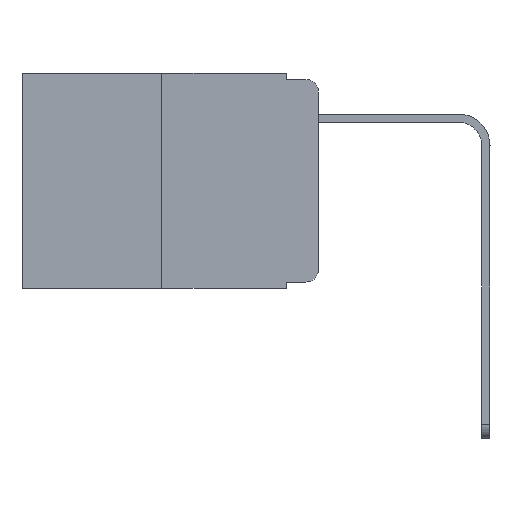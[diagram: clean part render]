
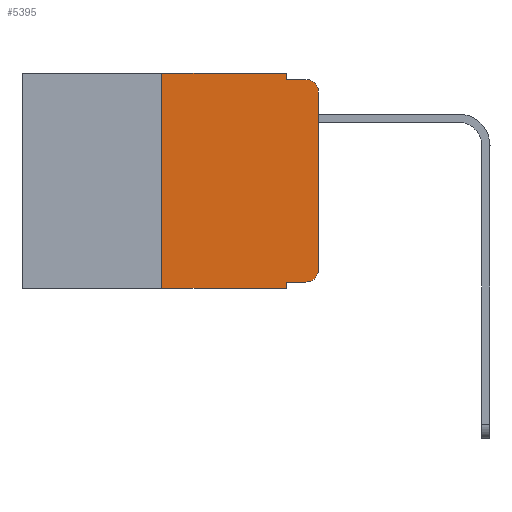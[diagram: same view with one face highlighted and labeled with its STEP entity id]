
A CAD part, left-side view. The second image highlights one B-rep face of the part: STEP entity #5395.
In plain terms, the highlighted planar face has unit normal (-1, 0, 0).
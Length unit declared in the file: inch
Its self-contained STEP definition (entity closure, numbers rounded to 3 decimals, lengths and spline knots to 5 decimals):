
#15 = DIRECTION ( 'NONE',  ( -1., 0., 0. ) ) ;
#334 = EDGE_CURVE ( 'NONE', #16849, #8540, #9073, .T. ) ;
#899 = LINE ( 'NONE', #17917, #4587 ) ;
#903 = CARTESIAN_POINT ( 'NONE',  ( 0., 0.051, -0.333 ) ) ;
#1043 = LINE ( 'NONE', #4469, #12191 ) ;
#1069 = CARTESIAN_POINT ( 'NONE',  ( 0., 0.051, -0.01 ) ) ;
#1098 = LINE ( 'NONE', #2423, #10766 ) ;
#1184 = EDGE_CURVE ( 'NONE', #4342, #18617, #1098, .T. ) ;
#1461 = CARTESIAN_POINT ( 'NONE',  ( 0., 0.051, -0.343 ) ) ;
#1772 = EDGE_CURVE ( 'NONE', #13361, #8232, #5023, .T. ) ;
#2204 = DIRECTION ( 'NONE',  ( 1., 0., 0. ) ) ;
#2360 = DIRECTION ( 'NONE',  ( 0., -1., 0. ) ) ;
#2423 = CARTESIAN_POINT ( 'NONE',  ( 0., 0.25, 0. ) ) ;
#2534 = EDGE_CURVE ( 'NONE', #13361, #14732, #1043, .T. ) ;
#2714 = LINE ( 'NONE', #1069, #7655 ) ;
#3002 = EDGE_CURVE ( 'NONE', #8232, #11931, #5479, .T. ) ;
#4052 = CARTESIAN_POINT ( 'NONE',  ( 0., 0.473, 0. ) ) ;
#4202 = ORIENTED_EDGE ( 'NONE', *, *, #6924, .F. ) ;
#4297 = DIRECTION ( 'NONE',  ( 0., -1., 0. ) ) ;
#4342 = VERTEX_POINT ( 'NONE', #10645 ) ;
#4469 = CARTESIAN_POINT ( 'NONE',  ( 0., 0.051, 0. ) ) ;
#4587 = VECTOR ( 'NONE', #2360, 39.37008 ) ;
#5023 = LINE ( 'NONE', #15887, #7276 ) ;
#5306 = FACE_OUTER_BOUND ( 'NONE', #17059, .T. ) ;
#5395 = ADVANCED_FACE ( 'NONE', ( #5306 ), #11777, .F. ) ;
#5479 = CIRCLE ( 'NONE', #12111, 0.02 ) ;
#5723 = CIRCLE ( 'NONE', #12685, 0.02 ) ;
#6069 = LINE ( 'NONE', #13088, #17131 ) ;
#6505 = ORIENTED_EDGE ( 'NONE', *, *, #1772, .T. ) ;
#6924 = EDGE_CURVE ( 'NONE', #18617, #16849, #18269, .T. ) ;
#7276 = VECTOR ( 'NONE', #17523, 39.37008 ) ;
#7600 = DIRECTION ( 'NONE',  ( 0., 0., -1. ) ) ;
#7655 = VECTOR ( 'NONE', #4297, 39.37008 ) ;
#7763 = DIRECTION ( 'NONE',  ( 0., 0., -1. ) ) ;
#8232 = VERTEX_POINT ( 'NONE', #9253 ) ;
#8349 = ORIENTED_EDGE ( 'NONE', *, *, #2534, .F. ) ;
#8540 = VERTEX_POINT ( 'NONE', #10495 ) ;
#8566 = VECTOR ( 'NONE', #13654, 39.37008 ) ;
#8929 = VERTEX_POINT ( 'NONE', #14031 ) ;
#9073 = LINE ( 'NONE', #19940, #8566 ) ;
#9116 = CARTESIAN_POINT ( 'NONE',  ( 0., 0.02, -0.313 ) ) ;
#9253 = CARTESIAN_POINT ( 'NONE',  ( 0., 0.02, -0.333 ) ) ;
#9496 = CARTESIAN_POINT ( 'NONE',  ( 0., 0.02, -0.03 ) ) ;
#10353 = DIRECTION ( 'NONE',  ( 0., -1., 0. ) ) ;
#10495 = CARTESIAN_POINT ( 'NONE',  ( 0., 0.051, -0.01 ) ) ;
#10645 = CARTESIAN_POINT ( 'NONE',  ( 0., 0.25, -0.343 ) ) ;
#10754 = EDGE_CURVE ( 'NONE', #8540, #8929, #2714, .T. ) ;
#10766 = VECTOR ( 'NONE', #18178, 39.37008 ) ;
#11073 = ORIENTED_EDGE ( 'NONE', *, *, #3002, .T. ) ;
#11151 = ORIENTED_EDGE ( 'NONE', *, *, #10754, .F. ) ;
#11583 = ORIENTED_EDGE ( 'NONE', *, *, #1184, .F. ) ;
#11777 = PLANE ( 'NONE',  #14771 ) ;
#11931 = VERTEX_POINT ( 'NONE', #16675 ) ;
#12111 = AXIS2_PLACEMENT_3D ( 'NONE', #9116, #15427, #7600 ) ;
#12191 = VECTOR ( 'NONE', #7763, 39.37008 ) ;
#12366 = ORIENTED_EDGE ( 'NONE', *, *, #334, .F. ) ;
#12664 = DIRECTION ( 'NONE',  ( 0., 0., -1. ) ) ;
#12685 = AXIS2_PLACEMENT_3D ( 'NONE', #9496, #15, #12664 ) ;
#13088 = CARTESIAN_POINT ( 'NONE',  ( 0., 0., 0. ) ) ;
#13361 = VERTEX_POINT ( 'NONE', #903 ) ;
#13654 = DIRECTION ( 'NONE',  ( 0., 0., -1. ) ) ;
#14031 = CARTESIAN_POINT ( 'NONE',  ( 0., 0.02, -0.01 ) ) ;
#14055 = VERTEX_POINT ( 'NONE', #15357 ) ;
#14622 = CARTESIAN_POINT ( 'NONE',  ( 0., 0.25, 0. ) ) ;
#14732 = VERTEX_POINT ( 'NONE', #1461 ) ;
#14771 = AXIS2_PLACEMENT_3D ( 'NONE', #4052, #2204, #19621 ) ;
#14835 = EDGE_CURVE ( 'NONE', #11931, #14055, #6069, .T. ) ;
#15357 = CARTESIAN_POINT ( 'NONE',  ( 0., 0., -0.03 ) ) ;
#15427 = DIRECTION ( 'NONE',  ( -1., 0., 0. ) ) ;
#15887 = CARTESIAN_POINT ( 'NONE',  ( 0., 0.051, -0.333 ) ) ;
#16083 = DIRECTION ( 'NONE',  ( 0., 0., 1. ) ) ;
#16193 = ORIENTED_EDGE ( 'NONE', *, *, #14835, .T. ) ;
#16675 = CARTESIAN_POINT ( 'NONE',  ( 0., 0., -0.313 ) ) ;
#16837 = CARTESIAN_POINT ( 'NONE',  ( 0., 0.473, 0. ) ) ;
#16849 = VERTEX_POINT ( 'NONE', #19633 ) ;
#16892 = EDGE_CURVE ( 'NONE', #4342, #14732, #899, .T. ) ;
#17059 = EDGE_LOOP ( 'NONE', ( #16193, #18258, #11151, #12366, #4202, #11583, #17900, #8349, #6505, #11073 ) ) ;
#17131 = VECTOR ( 'NONE', #16083, 39.37008 ) ;
#17523 = DIRECTION ( 'NONE',  ( 0., -1., 0. ) ) ;
#17900 = ORIENTED_EDGE ( 'NONE', *, *, #16892, .T. ) ;
#17917 = CARTESIAN_POINT ( 'NONE',  ( 0., 0.473, -0.343 ) ) ;
#18178 = DIRECTION ( 'NONE',  ( 0., 0., 1. ) ) ;
#18258 = ORIENTED_EDGE ( 'NONE', *, *, #20311, .T. ) ;
#18269 = LINE ( 'NONE', #16837, #20005 ) ;
#18617 = VERTEX_POINT ( 'NONE', #14622 ) ;
#19621 = DIRECTION ( 'NONE',  ( 0., 0., -1. ) ) ;
#19633 = CARTESIAN_POINT ( 'NONE',  ( 0., 0.051, 0. ) ) ;
#19940 = CARTESIAN_POINT ( 'NONE',  ( 0., 0.051, 0. ) ) ;
#20005 = VECTOR ( 'NONE', #10353, 39.37008 ) ;
#20311 = EDGE_CURVE ( 'NONE', #14055, #8929, #5723, .T. ) ;
